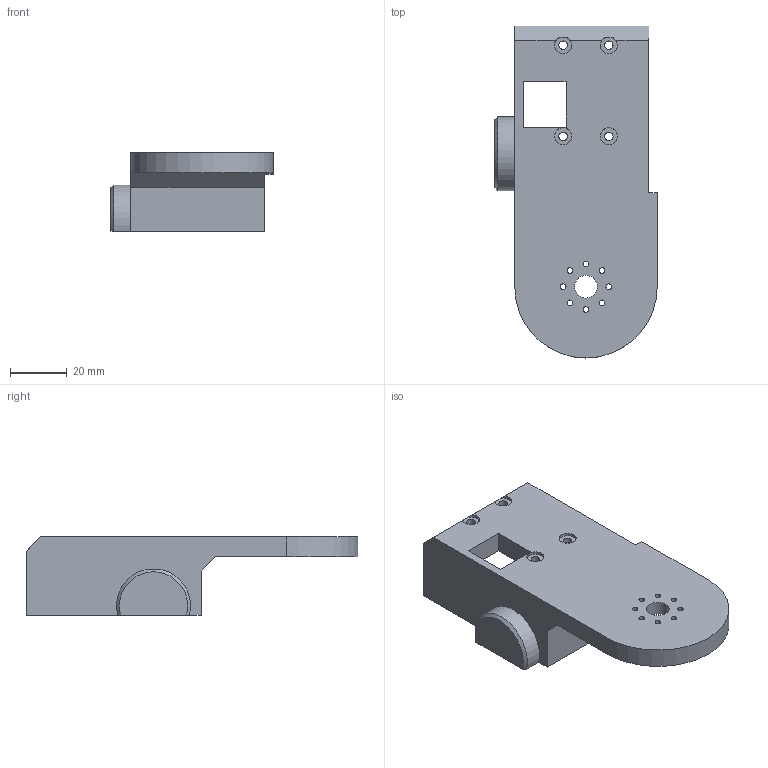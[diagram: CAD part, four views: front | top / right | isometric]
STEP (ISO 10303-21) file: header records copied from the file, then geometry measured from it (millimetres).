
FILE_DESCRIPTION((''),'2;1');
FILE_NAME('OBMP-FWM-A-1640','2023-11-07T16:38:03',('Ghasto'),(''),'CREO PARAMETRIC BY PTC INC, 2019164','CREO PARAMETRIC BY PTC INC, 2019164','');
FILE_SCHEMA(('CONFIG_CONTROL_DESIGN'));
Length unit declared in the file: millimetre
Products named in the file (1): OBMP-FWM-A-1640
Bounding box: 57 x 116.5 x 27.5 mm (x, y, z)
Volume: 44696.7 mm3; surface area: 18174.3 mm2
Topology: 1 solids, 1 shells, 61 faces, 171 edges, 114 vertices
Faces by surface type: cylinder 37, plane 23, cone 1
Entity records: 2094 total; most frequent: DIRECTION 362, CARTESIAN_POINT 358, ORIENTED_EDGE 342, EDGE_CURVE 171, AXIS2_PLACEMENT_3D 136, VERTEX_POINT 114, EDGE_LOOP 91, VECTOR 90
